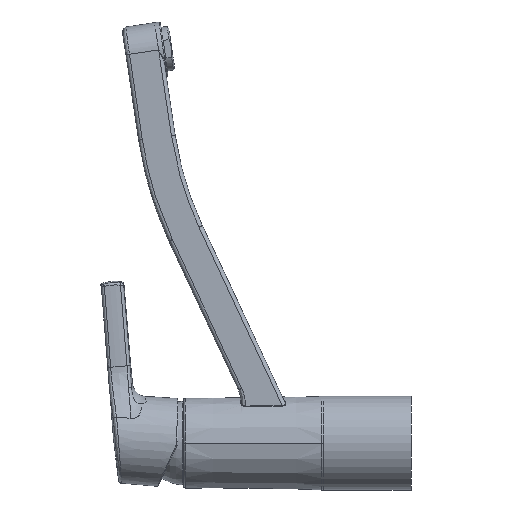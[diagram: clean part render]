
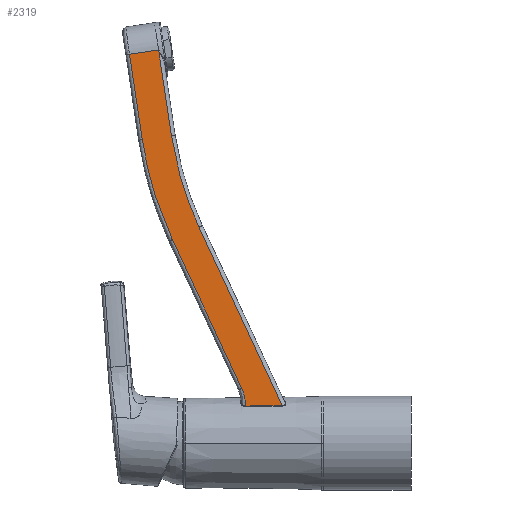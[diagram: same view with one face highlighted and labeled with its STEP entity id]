
A CAD part, left-side view. The second image highlights one B-rep face of the part: STEP entity #2319.
In plain terms, the highlighted planar face has unit normal (-1, 0, 0).
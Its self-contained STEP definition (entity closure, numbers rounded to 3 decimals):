
#39 = ORIENTED_EDGE ( 'NONE', *, *, #10055, .F. ) ;
#70 = ORIENTED_EDGE ( 'NONE', *, *, #7761, .F. ) ;
#79 = ORIENTED_EDGE ( 'NONE', *, *, #10121, .F. ) ;
#263 = CARTESIAN_POINT ( 'NONE',  ( -15., 90.144, 20.181 ) ) ;
#430 = AXIS2_PLACEMENT_3D ( 'NONE', #2369, #2263, #2244 ) ;
#592 = VERTEX_POINT ( 'NONE', #8295 ) ;
#619 = CARTESIAN_POINT ( 'NONE',  ( -15., 130.499, 167.471 ) ) ;
#799 = DIRECTION ( 'NONE',  ( 0., -0.989, 0.148 ) ) ;
#1133 = DIRECTION ( 'NONE',  ( 0., 1., -0.016 ) ) ;
#1446 = ORIENTED_EDGE ( 'NONE', *, *, #9987, .F. ) ;
#1635 = CARTESIAN_POINT ( 'NONE',  ( -15., 92.202, 29.8 ) ) ;
#1827 = EDGE_LOOP ( 'NONE', ( #9523, #3324, #8505, #11282, #11297, #1446, #39, #70, #79 ) ) ;
#1842 = VERTEX_POINT ( 'NONE', #8044 ) ;
#1852 = VECTOR ( 'NONE', #10583, 1000. ) ;
#1863 = LINE ( 'NONE', #3615, #1852 ) ;
#1871 = CARTESIAN_POINT ( 'NONE',  ( -15., 92.202, 29.8 ) ) ;
#1877 = VECTOR ( 'NONE', #7968, 1000. ) ;
#1882 = CARTESIAN_POINT ( 'NONE',  ( -15., 153.281, 211.663 ) ) ;
#1889 = LINE ( 'NONE', #6207, #1877 ) ;
#1966 = VECTOR ( 'NONE', #11205, 1000. ) ;
#1994 = LINE ( 'NONE', #10343, #1966 ) ;
#2007 = LINE ( 'NONE', #5937, #2069 ) ;
#2069 = VECTOR ( 'NONE', #8626, 1000. ) ;
#2244 = DIRECTION ( 'NONE',  ( 0., 0., -1. ) ) ;
#2263 = DIRECTION ( 'NONE',  ( 1., 0., 0. ) ) ;
#2294 = CARTESIAN_POINT ( 'NONE',  ( -14.999, 137.475, 214.025 ) ) ;
#2319 = ADVANCED_FACE ( 'NONE', ( #5402 ), #2429, .F. ) ;
#2369 = CARTESIAN_POINT ( 'NONE',  ( -15., -49.491, 194.445 ) ) ;
#2429 = PLANE ( 'NONE',  #430 ) ;
#2527 = CARTESIAN_POINT ( 'NONE',  ( -15., 146.334, 165.179 ) ) ;
#2586 = VECTOR ( 'NONE', #1133, 1000. ) ;
#2669 = LINE ( 'NONE', #263, #2586 ) ;
#3324 = ORIENTED_EDGE ( 'NONE', *, *, #9751, .F. ) ;
#3438 = LINE ( 'NONE', #1882, #5651 ) ;
#3615 = CARTESIAN_POINT ( 'NONE',  ( -15., 115.457, 117.529 ) ) ;
#3755 = CARTESIAN_POINT ( 'NONE',  ( -15., 153.281, 211.663 ) ) ;
#3795 = VERTEX_POINT ( 'NONE', #6330 ) ;
#4177 = CARTESIAN_POINT ( 'NONE',  ( -15., 115.457, 117.529 ) ) ;
#5135 = CARTESIAN_POINT ( 'NONE',  ( -15., 129.958, 110.767 ) ) ;
#5342 = CARTESIAN_POINT ( 'NONE',  ( -15., 90.095, 23.516 ) ) ;
#5402 = FACE_OUTER_BOUND ( 'NONE', #1827, .T. ) ;
#5406 =( BOUNDED_CURVE ( )  B_SPLINE_CURVE ( 3, ( #6245, #5342, #7119, #1871 ),
 .UNSPECIFIED., .F., .F. ) 
 B_SPLINE_CURVE_WITH_KNOTS ( ( 4, 4 ),
 ( 0., 1. ),
 .UNSPECIFIED. ) 
 CURVE ( )  GEOMETRIC_REPRESENTATION_ITEM ( )  RATIONAL_B_SPLINE_CURVE ( ( 1., 0.983, 0.983, 1. ) ) 
 REPRESENTATION_ITEM ( '' )  );
#5651 = VECTOR ( 'NONE', #799, 1000. ) ;
#5937 = CARTESIAN_POINT ( 'NONE',  ( -15., 137.475, 214.025 ) ) ;
#6064 = EDGE_CURVE ( 'NONE', #7192, #8249, #3438, .T. ) ;
#6207 = CARTESIAN_POINT ( 'NONE',  ( -15., 92.202, 29.8 ) ) ;
#6243 =( BOUNDED_CURVE ( )  B_SPLINE_CURVE ( 3, ( #5135, #9483, #7802, #2527 ),
 .UNSPECIFIED., .F., .F. ) 
 B_SPLINE_CURVE_WITH_KNOTS ( ( 4, 4 ),
 ( 0., 1. ),
 .UNSPECIFIED. ) 
 CURVE ( )  GEOMETRIC_REPRESENTATION_ITEM ( )  RATIONAL_B_SPLINE_CURVE ( ( 1., 0.993, 0.993, 1. ) ) 
 REPRESENTATION_ITEM ( '' )  );
#6245 = CARTESIAN_POINT ( 'NONE',  ( -15., 90.144, 20.181 ) ) ;
#6330 = CARTESIAN_POINT ( 'NONE',  ( -15., 129.958, 110.767 ) ) ;
#7119 = CARTESIAN_POINT ( 'NONE',  ( -15., 90.793, 26.777 ) ) ;
#7192 = VERTEX_POINT ( 'NONE', #3755 ) ;
#7485 = VERTEX_POINT ( 'NONE', #7981 ) ;
#7657 = CARTESIAN_POINT ( 'NONE',  ( -15., 146.334, 165.179 ) ) ;
#7761 = EDGE_CURVE ( 'NONE', #1842, #11157, #2669, .T. ) ;
#7802 = CARTESIAN_POINT ( 'NONE',  ( -15., 143.515, 146.316 ) ) ;
#7856 =( BOUNDED_CURVE ( )  B_SPLINE_CURVE ( 3, ( #619, #11100, #9421, #4177 ),
 .UNSPECIFIED., .F., .F. ) 
 B_SPLINE_CURVE_WITH_KNOTS ( ( 4, 4 ),
 ( 0., 1. ),
 .UNSPECIFIED. ) 
 CURVE ( )  GEOMETRIC_REPRESENTATION_ITEM ( )  RATIONAL_B_SPLINE_CURVE ( ( 1., 0.993, 0.993, 1. ) ) 
 REPRESENTATION_ITEM ( '' )  );
#7968 = DIRECTION ( 'NONE',  ( 0., 0.423, 0.906 ) ) ;
#7981 = CARTESIAN_POINT ( 'NONE',  ( -15., 130.499, 167.471 ) ) ;
#8044 = CARTESIAN_POINT ( 'NONE',  ( -15., 70.214, 20.506 ) ) ;
#8249 = VERTEX_POINT ( 'NONE', #2294 ) ;
#8295 = CARTESIAN_POINT ( 'NONE',  ( -15., 115.457, 117.529 ) ) ;
#8505 = ORIENTED_EDGE ( 'NONE', *, *, #6064, .F. ) ;
#8626 = DIRECTION ( 'NONE',  ( 0., -0.148, -0.989 ) ) ;
#8755 = VERTEX_POINT ( 'NONE', #7657 ) ;
#9366 = VERTEX_POINT ( 'NONE', #1635 ) ;
#9421 = CARTESIAN_POINT ( 'NONE',  ( -15., 122.855, 133.395 ) ) ;
#9483 = CARTESIAN_POINT ( 'NONE',  ( -15., 138.018, 128.052 ) ) ;
#9523 = ORIENTED_EDGE ( 'NONE', *, *, #9686, .F. ) ;
#9584 = CARTESIAN_POINT ( 'NONE',  ( -15., 90.144, 20.181 ) ) ;
#9686 = EDGE_CURVE ( 'NONE', #7485, #592, #7856, .T. ) ;
#9751 = EDGE_CURVE ( 'NONE', #8249, #7485, #2007, .T. ) ;
#9766 = EDGE_CURVE ( 'NONE', #8755, #7192, #1994, .T. ) ;
#9835 = EDGE_CURVE ( 'NONE', #3795, #8755, #6243, .T. ) ;
#9987 = EDGE_CURVE ( 'NONE', #9366, #3795, #1889, .T. ) ;
#10055 = EDGE_CURVE ( 'NONE', #11157, #9366, #5406, .T. ) ;
#10121 = EDGE_CURVE ( 'NONE', #592, #1842, #1863, .T. ) ;
#10343 = CARTESIAN_POINT ( 'NONE',  ( -15., 146.334, 165.179 ) ) ;
#10583 = DIRECTION ( 'NONE',  ( 0., -0.423, -0.906 ) ) ;
#11100 = CARTESIAN_POINT ( 'NONE',  ( -15., 127.904, 150.158 ) ) ;
#11157 = VERTEX_POINT ( 'NONE', #9584 ) ;
#11205 = DIRECTION ( 'NONE',  ( 0., 0.148, 0.989 ) ) ;
#11282 = ORIENTED_EDGE ( 'NONE', *, *, #9766, .F. ) ;
#11297 = ORIENTED_EDGE ( 'NONE', *, *, #9835, .F. ) ;
